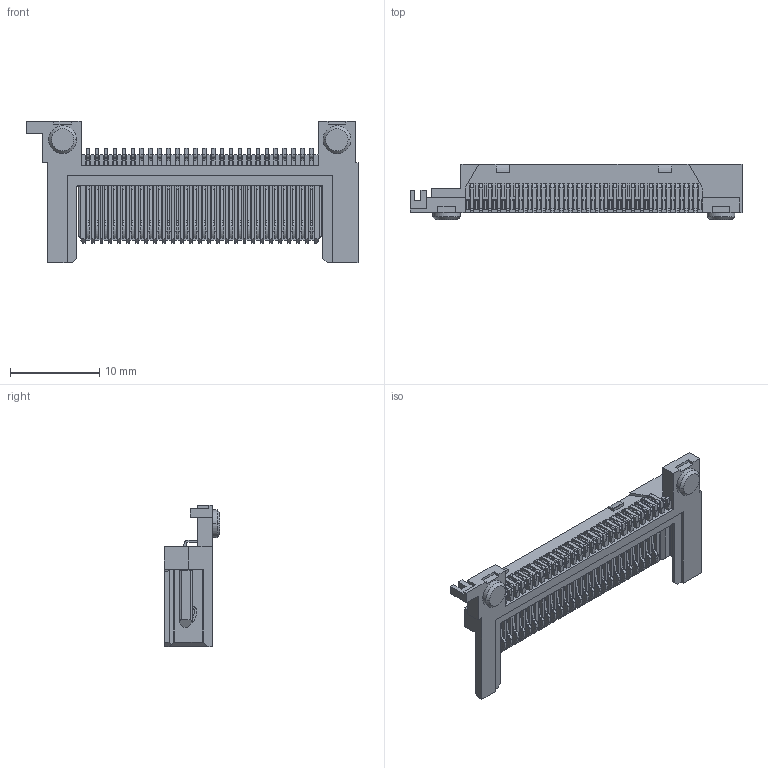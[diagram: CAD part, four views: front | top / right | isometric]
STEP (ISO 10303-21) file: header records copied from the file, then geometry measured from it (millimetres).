
FILE_DESCRIPTION((''),'2;1');
FILE_NAME('C-1759181-1','2015-12-18T',('workeradm'),('Tyco Electronics Ltd.'),'CREO PARAMETRIC BY PTC INC, 2015200','CREO PARAMETRIC BY PTC INC, 2015200','');
FILE_SCHEMA(('AUTOMOTIVE_DESIGN { 1 0 10303 214 1 1 1 1 }'));
Length unit declared in the file: millimetre
Products named in the file (1): C-1759181-1
Bounding box: 37.15 x 6.2 x 15.8 mm (x, y, z)
Volume: 714.9 mm3; surface area: 2108.8 mm2
Topology: 1 solids, 1 shells, 1604 faces, 4482 edges, 2965 vertices
Faces by surface type: plane 1312, cylinder 284, cone 4, torus 4
Entity records: 50992 total; most frequent: CARTESIAN_POINT 9154, ORIENTED_EDGE 8964, DIRECTION 8240, EDGE_CURVE 4482, VECTOR 3898, LINE 3898, VERTEX_POINT 2965, AXIS2_PLACEMENT_3D 2171
